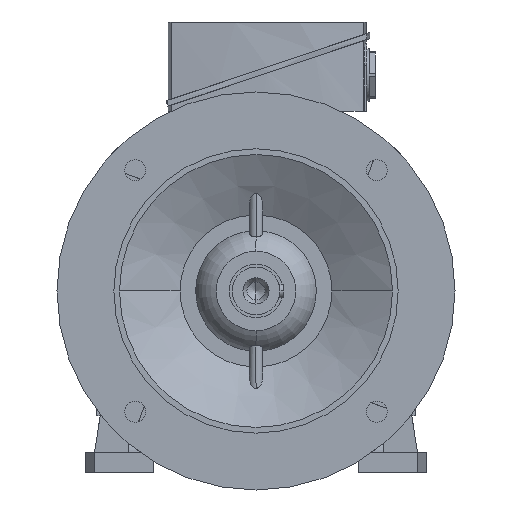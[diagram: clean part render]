
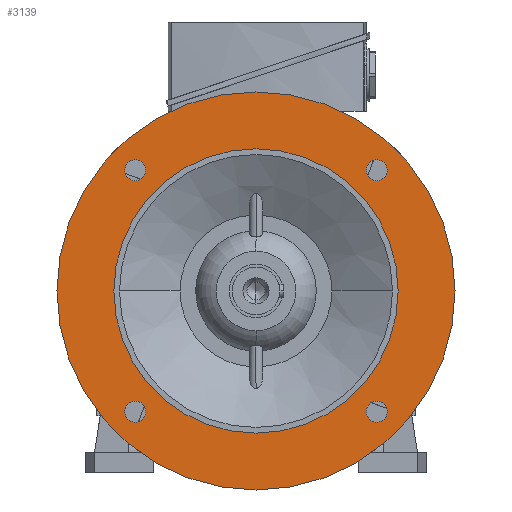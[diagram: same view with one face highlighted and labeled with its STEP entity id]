
A CAD part, left-side view. The second image highlights one B-rep face of the part: STEP entity #3139.
In plain terms, the highlighted planar face has unit normal (-1, 0, 0).
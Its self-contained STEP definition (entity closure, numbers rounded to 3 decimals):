
#3139=ADVANCED_FACE('',(#6324,#6325,#6326,#6327,#6328,#6329),#6330,.T.);
#6324=FACE_BOUND('',#9512,.T.);
#6325=FACE_BOUND('',#9513,.T.);
#6326=FACE_BOUND('',#9514,.T.);
#6327=FACE_BOUND('',#9515,.T.);
#6328=FACE_OUTER_BOUND('',#9516,.T.);
#6329=FACE_BOUND('',#9517,.T.);
#6330=PLANE('',#9518);
#9512=EDGE_LOOP('',(#19564,#19565));
#9513=EDGE_LOOP('',(#19566,#19567));
#9514=EDGE_LOOP('',(#19568,#19569));
#9515=EDGE_LOOP('',(#19570,#19571));
#9516=EDGE_LOOP('',(#19572,#19573));
#9517=EDGE_LOOP('',(#19574,#19575));
#9518=AXIS2_PLACEMENT_3D('',#19576,#19577,#19578);
#19564=ORIENTED_EDGE('',*,*,#23540,.T.);
#19565=ORIENTED_EDGE('',*,*,#19645,.T.);
#19566=ORIENTED_EDGE('',*,*,#23543,.T.);
#19567=ORIENTED_EDGE('',*,*,#19640,.T.);
#19568=ORIENTED_EDGE('',*,*,#23546,.T.);
#19569=ORIENTED_EDGE('',*,*,#19635,.T.);
#19570=ORIENTED_EDGE('',*,*,#23549,.T.);
#19571=ORIENTED_EDGE('',*,*,#19630,.T.);
#19572=ORIENTED_EDGE('',*,*,#19607,.F.);
#19573=ORIENTED_EDGE('',*,*,#23597,.F.);
#19574=ORIENTED_EDGE('',*,*,#19614,.T.);
#19575=ORIENTED_EDGE('',*,*,#23595,.T.);
#19576=CARTESIAN_POINT('',(-80.0,150.0,0.0));
#19577=DIRECTION('',(-1.0,0.0,0.0));
#19578=DIRECTION('',(0.0,-1.0,0.0));
#19607=EDGE_CURVE('',#23603,#23606,#23607,.T.);
#19614=EDGE_CURVE('',#23613,#23617,#23619,.T.);
#19630=EDGE_CURVE('',#23648,#23645,#23649,.T.);
#19635=EDGE_CURVE('',#23657,#23654,#23658,.T.);
#19640=EDGE_CURVE('',#23666,#23663,#23667,.T.);
#19645=EDGE_CURVE('',#23675,#23672,#23676,.T.);
#23540=EDGE_CURVE('',#23672,#23675,#29487,.T.);
#23543=EDGE_CURVE('',#23663,#23666,#29490,.T.);
#23546=EDGE_CURVE('',#23654,#23657,#29493,.T.);
#23549=EDGE_CURVE('',#23645,#23648,#29496,.T.);
#23595=EDGE_CURVE('',#23617,#23613,#29550,.T.);
#23597=EDGE_CURVE('',#23606,#23603,#29552,.T.);
#23603=VERTEX_POINT('',#29558);
#23606=VERTEX_POINT('',#29562);
#23607=CIRCLE('',#29563,175.0);
#23613=VERTEX_POINT('',#29570);
#23617=VERTEX_POINT('',#29575);
#23619=CIRCLE('',#29578,125.0);
#23645=VERTEX_POINT('',#29680);
#23648=VERTEX_POINT('',#29684);
#23649=CIRCLE('',#29685,9.25);
#23654=VERTEX_POINT('',#29691);
#23657=VERTEX_POINT('',#29695);
#23658=CIRCLE('',#29696,9.25);
#23663=VERTEX_POINT('',#29702);
#23666=VERTEX_POINT('',#29706);
#23667=CIRCLE('',#29707,9.25);
#23672=VERTEX_POINT('',#29713);
#23675=VERTEX_POINT('',#29717);
#23676=CIRCLE('',#29718,9.25);
#29487=CIRCLE('',#46267,9.25);
#29490=CIRCLE('',#46270,9.25);
#29493=CIRCLE('',#46273,9.25);
#29496=CIRCLE('',#46276,9.25);
#29550=CIRCLE('',#46350,125.0);
#29552=CIRCLE('',#46352,175.0);
#29558=CARTESIAN_POINT('',(-80.0,175.0,0.0));
#29562=CARTESIAN_POINT('',(-80.0,-175.0,0.));
#29563=AXIS2_PLACEMENT_3D('',#46358,#46359,#46360);
#29570=CARTESIAN_POINT('',(-80.0,125.0,0.0));
#29575=CARTESIAN_POINT('',(-80.0,-125.0,0.));
#29578=AXIS2_PLACEMENT_3D('',#46370,#46371,#46372);
#29680=CARTESIAN_POINT('',(-80.0,-112.607,112.607));
#29684=CARTESIAN_POINT('',(-80.0,-99.525,99.525));
#29685=AXIS2_PLACEMENT_3D('',#46397,#46398,#46399);
#29691=CARTESIAN_POINT('',(-80.0,112.607,112.607));
#29695=CARTESIAN_POINT('',(-80.0,99.525,99.525));
#29696=AXIS2_PLACEMENT_3D('',#46405,#46406,#46407);
#29702=CARTESIAN_POINT('',(-80.0,112.607,-112.607));
#29706=CARTESIAN_POINT('',(-80.0,99.525,-99.525));
#29707=AXIS2_PLACEMENT_3D('',#46413,#46414,#46415);
#29713=CARTESIAN_POINT('',(-80.0,-112.607,-112.607));
#29717=CARTESIAN_POINT('',(-80.0,-99.525,-99.525));
#29718=AXIS2_PLACEMENT_3D('',#46421,#46422,#46423);
#46267=AXIS2_PLACEMENT_3D('',#50000,#50001,#50002);
#46270=AXIS2_PLACEMENT_3D('',#50006,#50007,#50008);
#46273=AXIS2_PLACEMENT_3D('',#50012,#50013,#50014);
#46276=AXIS2_PLACEMENT_3D('',#50018,#50019,#50020);
#46350=AXIS2_PLACEMENT_3D('',#50050,#50051,#50052);
#46352=AXIS2_PLACEMENT_3D('',#50053,#50054,#50055);
#46358=CARTESIAN_POINT('',(-80.0,0.0,0.0));
#46359=DIRECTION('',(1.0,0.0,0.0));
#46360=DIRECTION('',(0.0,1.0,0.0));
#46370=CARTESIAN_POINT('',(-80.0,0.0,0.0));
#46371=DIRECTION('',(1.0,0.0,0.0));
#46372=DIRECTION('',(0.0,1.0,0.0));
#46397=CARTESIAN_POINT('',(-80.0,-106.066,106.066));
#46398=DIRECTION('',(1.0,0.0,-0.0));
#46399=DIRECTION('',(0.0,-0.707,0.707));
#46405=CARTESIAN_POINT('',(-80.0,106.066,106.066));
#46406=DIRECTION('',(1.0,0.0,-0.0));
#46407=DIRECTION('',(0.0,0.707,0.707));
#46413=CARTESIAN_POINT('',(-80.0,106.066,-106.066));
#46414=DIRECTION('',(1.0,-0.0,0.0));
#46415=DIRECTION('',(0.0,0.707,-0.707));
#46421=CARTESIAN_POINT('',(-80.0,-106.066,-106.066));
#46422=DIRECTION('',(1.0,0.0,0.0));
#46423=DIRECTION('',(0.0,-0.707,-0.707));
#50000=CARTESIAN_POINT('',(-80.0,-106.066,-106.066));
#50001=DIRECTION('',(1.0,0.0,0.0));
#50002=DIRECTION('',(0.0,-0.707,-0.707));
#50006=CARTESIAN_POINT('',(-80.0,106.066,-106.066));
#50007=DIRECTION('',(1.0,-0.0,0.0));
#50008=DIRECTION('',(0.0,0.707,-0.707));
#50012=CARTESIAN_POINT('',(-80.0,106.066,106.066));
#50013=DIRECTION('',(1.0,0.0,-0.0));
#50014=DIRECTION('',(0.0,0.707,0.707));
#50018=CARTESIAN_POINT('',(-80.0,-106.066,106.066));
#50019=DIRECTION('',(1.0,0.0,-0.0));
#50020=DIRECTION('',(0.0,-0.707,0.707));
#50050=CARTESIAN_POINT('',(-80.0,0.0,0.0));
#50051=DIRECTION('',(1.0,0.0,0.0));
#50052=DIRECTION('',(0.0,1.0,0.0));
#50053=CARTESIAN_POINT('',(-80.0,0.0,0.0));
#50054=DIRECTION('',(1.0,0.0,0.0));
#50055=DIRECTION('',(0.0,1.0,0.0));
